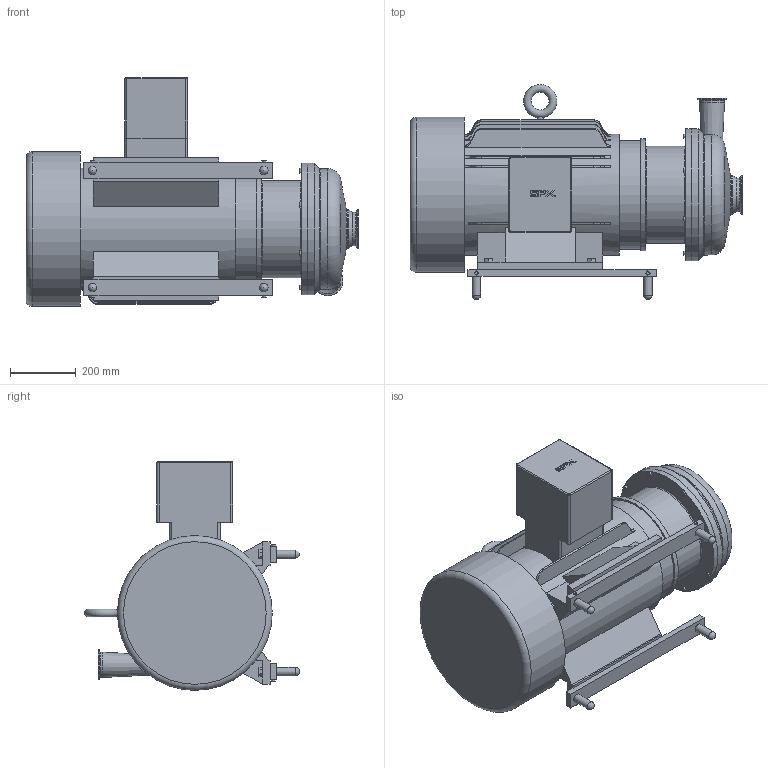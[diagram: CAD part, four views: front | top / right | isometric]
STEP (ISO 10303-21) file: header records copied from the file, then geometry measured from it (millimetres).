
FILE_DESCRIPTION(/* description */ (''),/* implementation_level */ '2;1');
FILE_NAME(/* name */ 'W+_W+110-130_365TSC_4.0x3.0_S-Line_75HP_SM.stp',/* time_stamp */ '2020-11-04T16:53:12+05:00',/* author */ ('KRXREM'),/* organization */ (''),/* preprocessor_version */ 'ST-DEVELOPER v17',/* originating_system */ 'Autodesk Inventor 2018',/* authorisation */ '');
FILE_SCHEMA (('AUTOMOTIVE_DESIGN { 1 0 10303 214 3 1 1 }'));
Length unit declared in the file: inch
Products named in the file (1): W+_W+110-130_365TSC_4.0x3.0_S-Line_75HP_SM
Bounding box: 1007.9 x 652.27 x 694.69 mm (x, y, z)
Volume: 128410208.2 mm3; surface area: 3184236.8 mm2
Topology: 2 solids, 2 shells, 600 faces, 1574 edges, 1023 vertices
Faces by surface type: plane 267, cone 148, torus 89, cylinder 63, bspline 29, sphere 4
Full cylindrical faces by diameter (mm): 6.35 x4, 18.598 x1, 25.4 x4, 25.451 x4, 25.752 x1, 71.984 x1, 76.327 x1, 90.907 x1, 97.384 x1, 101.727 x1, 117.011 x1, 118.923 x1, 295 x1, 329.438 x1, 340 x1, 366 x1, 368.3 x1, 400 x2, 469.9 x1
Entity records: 21007 total; most frequent: CARTESIAN_POINT 6490, ORIENTED_EDGE 3140, DIRECTION 2693, EDGE_CURVE 1570, AXIS2_PLACEMENT_3D 1037, VERTEX_POINT 1023, EDGE_LOOP 664, LINE 619
